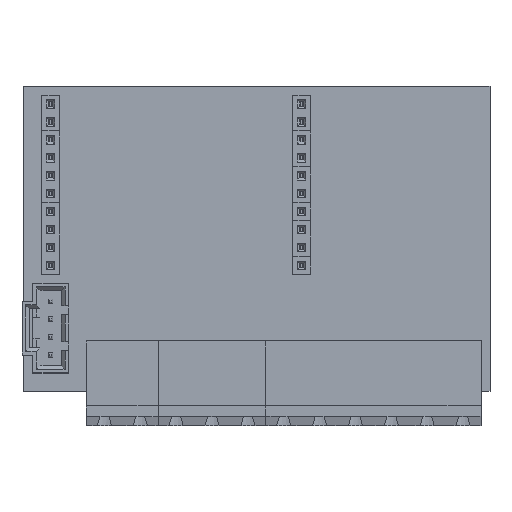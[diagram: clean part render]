
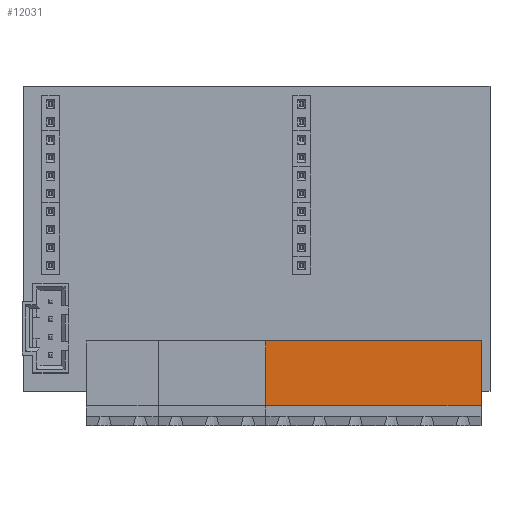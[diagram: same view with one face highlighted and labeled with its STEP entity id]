
A CAD part, top view. The second image highlights one B-rep face of the part: STEP entity #12031.
In plain terms, the highlighted planar face has unit normal (0, 0, 1).
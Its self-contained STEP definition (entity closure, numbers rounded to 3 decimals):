
#8754 = PLANE('',#8755);
#8755 = AXIS2_PLACEMENT_3D('',#8756,#8757,#8758);
#8756 = CARTESIAN_POINT('',(27.94,-3.99,4.05));
#8757 = DIRECTION('',(-1.,0.,0.));
#8758 = DIRECTION('',(0.,1.,0.));
#8882 = VERTEX_POINT('',#8883);
#8883 = CARTESIAN_POINT('',(27.94,-7.19,8.1));
#8897 = PLANE('',#8898);
#8898 = AXIS2_PLACEMENT_3D('',#8899,#8900,#8901);
#8899 = CARTESIAN_POINT('',(-3.54,-7.19,8.1));
#8900 = DIRECTION('',(0.,1.,0.));
#8901 = DIRECTION('',(1.,0.,0.));
#8909 = EDGE_CURVE('',#8910,#8882,#8912,.T.);
#8910 = VERTEX_POINT('',#8911);
#8911 = CARTESIAN_POINT('',(27.94,2.01,8.1));
#8912 = SURFACE_CURVE('',#8913,(#8917,#8924),.PCURVE_S1.);
#8913 = LINE('',#8914,#8915);
#8914 = CARTESIAN_POINT('',(27.94,2.01,8.1));
#8915 = VECTOR('',#8916,1.);
#8916 = DIRECTION('',(0.,-1.,0.));
#8917 = PCURVE('',#8754,#8918);
#8918 = DEFINITIONAL_REPRESENTATION('',(#8919),#8923);
#8919 = LINE('',#8920,#8921);
#8920 = CARTESIAN_POINT('',(6.,-4.05));
#8921 = VECTOR('',#8922,1.);
#8922 = DIRECTION('',(-1.,0.));
#8923 = ( GEOMETRIC_REPRESENTATION_CONTEXT(2) 
PARAMETRIC_REPRESENTATION_CONTEXT() REPRESENTATION_CONTEXT('2D SPACE',''
  ) );
#8924 = PCURVE('',#8925,#8930);
#8925 = PLANE('',#8926);
#8926 = AXIS2_PLACEMENT_3D('',#8927,#8928,#8929);
#8927 = CARTESIAN_POINT('',(-3.54,2.01,8.1));
#8928 = DIRECTION('',(0.,0.,1.));
#8929 = DIRECTION('',(0.,1.,0.));
#8930 = DEFINITIONAL_REPRESENTATION('',(#8931),#8935);
#8931 = LINE('',#8932,#8933);
#8932 = CARTESIAN_POINT('',(0.,-31.48));
#8933 = VECTOR('',#8934,1.);
#8934 = DIRECTION('',(-1.,0.));
#8935 = ( GEOMETRIC_REPRESENTATION_CONTEXT(2) 
PARAMETRIC_REPRESENTATION_CONTEXT() REPRESENTATION_CONTEXT('2D SPACE',''
  ) );
#8953 = PLANE('',#8954);
#8954 = AXIS2_PLACEMENT_3D('',#8955,#8956,#8957);
#8955 = CARTESIAN_POINT('',(-3.54,2.01,0.));
#8956 = DIRECTION('',(0.,1.,0.));
#8957 = DIRECTION('',(1.,0.,0.));
#9963 = PLANE('',#9964);
#9964 = AXIS2_PLACEMENT_3D('',#9965,#9966,#9967);
#9965 = CARTESIAN_POINT('',(-2.54,-3.99,4.05));
#9966 = DIRECTION('',(1.,0.,0.));
#9967 = DIRECTION('',(0.,-1.,0.));
#11989 = VERTEX_POINT('',#11990);
#11990 = CARTESIAN_POINT('',(-2.54,2.01,8.1));
#12011 = EDGE_CURVE('',#11989,#8910,#12012,.T.);
#12012 = SURFACE_CURVE('',#12013,(#12017,#12024),.PCURVE_S1.);
#12013 = LINE('',#12014,#12015);
#12014 = CARTESIAN_POINT('',(-3.54,2.01,8.1));
#12015 = VECTOR('',#12016,1.);
#12016 = DIRECTION('',(1.,0.,0.));
#12017 = PCURVE('',#8953,#12018);
#12018 = DEFINITIONAL_REPRESENTATION('',(#12019),#12023);
#12019 = LINE('',#12020,#12021);
#12020 = CARTESIAN_POINT('',(0.,-8.1));
#12021 = VECTOR('',#12022,1.);
#12022 = DIRECTION('',(1.,0.));
#12023 = ( GEOMETRIC_REPRESENTATION_CONTEXT(2) 
PARAMETRIC_REPRESENTATION_CONTEXT() REPRESENTATION_CONTEXT('2D SPACE',''
  ) );
#12024 = PCURVE('',#8925,#12025);
#12025 = DEFINITIONAL_REPRESENTATION('',(#12026),#12030);
#12026 = LINE('',#12027,#12028);
#12027 = CARTESIAN_POINT('',(0.,0.));
#12028 = VECTOR('',#12029,1.);
#12029 = DIRECTION('',(0.,-1.));
#12030 = ( GEOMETRIC_REPRESENTATION_CONTEXT(2) 
PARAMETRIC_REPRESENTATION_CONTEXT() REPRESENTATION_CONTEXT('2D SPACE',''
  ) );
#12031 = ADVANCED_FACE('',(#12032),#8925,.T.);
#12032 = FACE_BOUND('',#12033,.T.);
#12033 = EDGE_LOOP('',(#12034,#12035,#12036,#12059));
#12034 = ORIENTED_EDGE('',*,*,#8909,.F.);
#12035 = ORIENTED_EDGE('',*,*,#12011,.F.);
#12036 = ORIENTED_EDGE('',*,*,#12037,.F.);
#12037 = EDGE_CURVE('',#12038,#11989,#12040,.T.);
#12038 = VERTEX_POINT('',#12039);
#12039 = CARTESIAN_POINT('',(-2.54,-7.19,8.1));
#12040 = SURFACE_CURVE('',#12041,(#12045,#12052),.PCURVE_S1.);
#12041 = LINE('',#12042,#12043);
#12042 = CARTESIAN_POINT('',(-2.54,2.01,8.1));
#12043 = VECTOR('',#12044,1.);
#12044 = DIRECTION('',(0.,1.,0.));
#12045 = PCURVE('',#8925,#12046);
#12046 = DEFINITIONAL_REPRESENTATION('',(#12047),#12051);
#12047 = LINE('',#12048,#12049);
#12048 = CARTESIAN_POINT('',(0.,-1.));
#12049 = VECTOR('',#12050,1.);
#12050 = DIRECTION('',(1.,0.));
#12051 = ( GEOMETRIC_REPRESENTATION_CONTEXT(2) 
PARAMETRIC_REPRESENTATION_CONTEXT() REPRESENTATION_CONTEXT('2D SPACE',''
  ) );
#12052 = PCURVE('',#9963,#12053);
#12053 = DEFINITIONAL_REPRESENTATION('',(#12054),#12058);
#12054 = LINE('',#12055,#12056);
#12055 = CARTESIAN_POINT('',(-6.,-4.05));
#12056 = VECTOR('',#12057,1.);
#12057 = DIRECTION('',(-1.,0.));
#12058 = ( GEOMETRIC_REPRESENTATION_CONTEXT(2) 
PARAMETRIC_REPRESENTATION_CONTEXT() REPRESENTATION_CONTEXT('2D SPACE',''
  ) );
#12059 = ORIENTED_EDGE('',*,*,#12060,.T.);
#12060 = EDGE_CURVE('',#12038,#8882,#12061,.T.);
#12061 = SURFACE_CURVE('',#12062,(#12066,#12073),.PCURVE_S1.);
#12062 = LINE('',#12063,#12064);
#12063 = CARTESIAN_POINT('',(-3.54,-7.19,8.1));
#12064 = VECTOR('',#12065,1.);
#12065 = DIRECTION('',(1.,0.,0.));
#12066 = PCURVE('',#8925,#12067);
#12067 = DEFINITIONAL_REPRESENTATION('',(#12068),#12072);
#12068 = LINE('',#12069,#12070);
#12069 = CARTESIAN_POINT('',(-9.2,0.));
#12070 = VECTOR('',#12071,1.);
#12071 = DIRECTION('',(0.,-1.));
#12072 = ( GEOMETRIC_REPRESENTATION_CONTEXT(2) 
PARAMETRIC_REPRESENTATION_CONTEXT() REPRESENTATION_CONTEXT('2D SPACE',''
  ) );
#12073 = PCURVE('',#8897,#12074);
#12074 = DEFINITIONAL_REPRESENTATION('',(#12075),#12079);
#12075 = LINE('',#12076,#12077);
#12076 = CARTESIAN_POINT('',(0.,0.));
#12077 = VECTOR('',#12078,1.);
#12078 = DIRECTION('',(1.,0.));
#12079 = ( GEOMETRIC_REPRESENTATION_CONTEXT(2) 
PARAMETRIC_REPRESENTATION_CONTEXT() REPRESENTATION_CONTEXT('2D SPACE',''
  ) );
